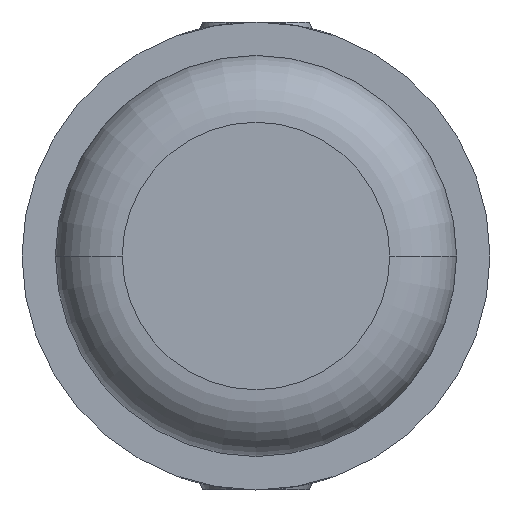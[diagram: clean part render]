
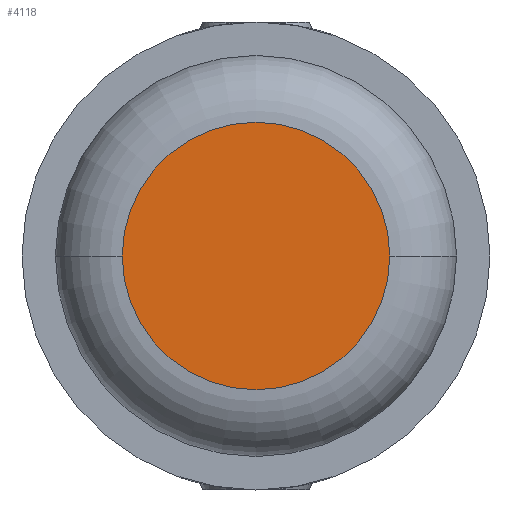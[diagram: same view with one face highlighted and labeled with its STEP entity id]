
A CAD part, front view. The second image highlights one B-rep face of the part: STEP entity #4118.
In plain terms, the highlighted planar face has unit normal (0, -1, 0).
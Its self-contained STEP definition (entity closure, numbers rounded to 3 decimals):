
#122 = CARTESIAN_POINT ( 'NONE',  ( 0., -20., 0. ) ) ;
#212 = AXIS2_PLACEMENT_3D ( 'NONE', #122, #461, #495 ) ;
#239 = EDGE_LOOP ( 'NONE', ( #3467, #280 ) ) ;
#280 = ORIENTED_EDGE ( 'NONE', *, *, #3033, .T. ) ;
#461 = DIRECTION ( 'NONE',  ( 0., -1., 0. ) ) ;
#495 = DIRECTION ( 'NONE',  ( 1., 0., 0. ) ) ;
#630 = AXIS2_PLACEMENT_3D ( 'NONE', #1720, #3349, #2658 ) ;
#853 = VERTEX_POINT ( 'NONE', #2754 ) ;
#1258 = CIRCLE ( 'NONE', #212, 1. ) ;
#1432 = VERTEX_POINT ( 'NONE', #2690 ) ;
#1720 = CARTESIAN_POINT ( 'NONE',  ( 0., -20., 0. ) ) ;
#1893 = EDGE_CURVE ( 'Defeature ausgef�hrt1_16+Defeature ausgef�hrt1_18+Defeature ausgef�hrt1_18+Defeature ausgef�hrt1_18', #1432, #853, #2745, .T. ) ;
#2009 = AXIS2_PLACEMENT_3D ( 'NONE', #2339, #2683, #3993 ) ;
#2339 = CARTESIAN_POINT ( 'NONE',  ( 0., -20., 0. ) ) ;
#2386 = PLANE ( 'NONE',  #630 ) ;
#2658 = DIRECTION ( 'NONE',  ( 1., 0., 0. ) ) ;
#2683 = DIRECTION ( 'NONE',  ( 0., -1., 0. ) ) ;
#2690 = CARTESIAN_POINT ( 'NONE',  ( 1., -20., 0. ) ) ;
#2745 = CIRCLE ( 'NONE', #2009, 1. ) ;
#2754 = CARTESIAN_POINT ( 'NONE',  ( -1., -20., 0. ) ) ;
#3033 = EDGE_CURVE ( 'Defeature ausgef�hrt1_16+Defeature ausgef�hrt1_18+Defeature ausgef�hrt1_18+Defeature ausgef�hrt1_18', #853, #1432, #1258, .T. ) ;
#3349 = DIRECTION ( 'NONE',  ( 0., 1., 0. ) ) ;
#3467 = ORIENTED_EDGE ( 'NONE', *, *, #1893, .T. ) ;
#3826 = FACE_OUTER_BOUND ( 'NONE', #239, .T. ) ;
#3993 = DIRECTION ( 'NONE',  ( 1., 0., 0. ) ) ;
#4118 = ADVANCED_FACE ( 'Defeature ausgef�hrt1_16', ( #3826 ), #2386, .F. ) ;
